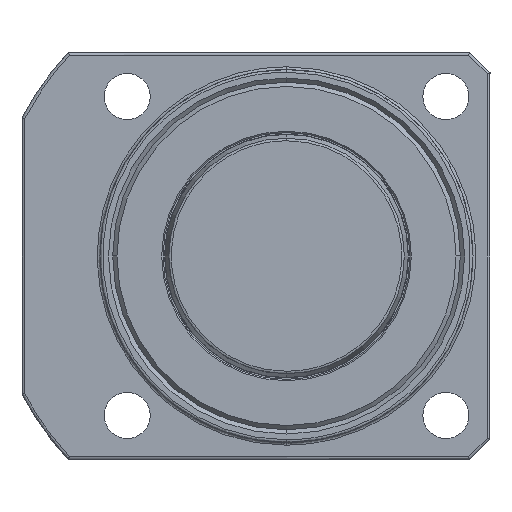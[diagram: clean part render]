
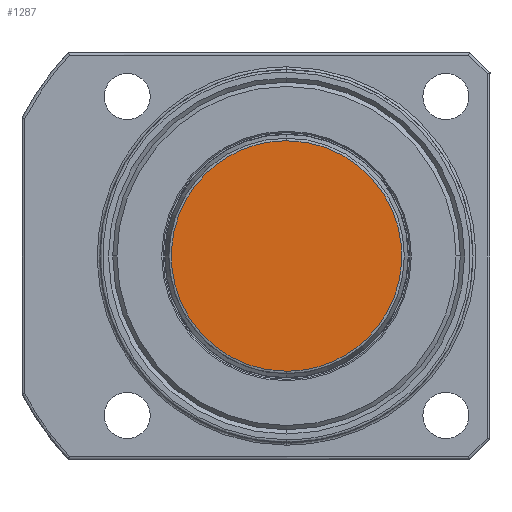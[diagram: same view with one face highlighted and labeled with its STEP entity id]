
A CAD part, front view. The second image highlights one B-rep face of the part: STEP entity #1287.
In plain terms, the highlighted planar face has unit normal (0, -1, 0).
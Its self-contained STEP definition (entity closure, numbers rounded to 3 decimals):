
#611 = EDGE_CURVE ( 'NONE', #2639, #2638, #3089, .T. ) ;
#1232 = AXIS2_PLACEMENT_3D ( 'NONE', #3299, #3294, #3293 ) ;
#1287 = ADVANCED_FACE ( 'N', ( #1377 ), #3297, .F. ) ;
#1377 = FACE_OUTER_BOUND ( 'NONE', #1553, .T. ) ;
#1553 = EDGE_LOOP ( 'NONE', ( #2948, #2949 ) ) ;
#1829 = CARTESIAN_POINT ( 'NONE',  ( 0., -2., -16.992 ) ) ;
#1830 = CARTESIAN_POINT ( 'NONE',  ( 33.984, -2., -16.992 ) ) ;
#1837 = CARTESIAN_POINT ( 'NONE',  ( 33.984, -2., 16.992 ) ) ;
#1838 = CARTESIAN_POINT ( 'NONE',  ( 0., -2., 16.992 ) ) ;
#1857 = CARTESIAN_POINT ( 'NONE',  ( 0., -2., 16.992 ) ) ;
#1858 = CARTESIAN_POINT ( 'NONE',  ( -33.984, -2., 16.992 ) ) ;
#1862 = CARTESIAN_POINT ( 'NONE',  ( -33.984, -2., -16.992 ) ) ;
#1875 = CARTESIAN_POINT ( 'NONE',  ( 0., -2., -16.992 ) ) ;
#1983 = CARTESIAN_POINT ( 'NONE',  ( 0., -2., 16.992 ) ) ;
#1985 = CARTESIAN_POINT ( 'NONE',  ( 0., -2., -16.992 ) ) ;
#2638 = VERTEX_POINT ( 'NONE', #1985 ) ;
#2639 = VERTEX_POINT ( 'NONE', #1983 ) ;
#2948 = ORIENTED_EDGE ( 'NONE', *, *, #611, .F. ) ;
#2949 = ORIENTED_EDGE ( 'NONE', *, *, #4512, .F. ) ;
#3087 =( BOUNDED_CURVE ( )  B_SPLINE_CURVE ( 3, ( #1875, #1862, #1858, #1857 ),
 .UNSPECIFIED., .F., .T. ) 
 B_SPLINE_CURVE_WITH_KNOTS ( ( 4, 4 ),
 ( 0., 1. ),
 .UNSPECIFIED. ) 
 CURVE ( )  GEOMETRIC_REPRESENTATION_ITEM ( )  RATIONAL_B_SPLINE_CURVE ( ( 1., 0.333, 0.333, 1. ) ) 
 REPRESENTATION_ITEM ( '' )  );
#3089 =( BOUNDED_CURVE ( )  B_SPLINE_CURVE ( 3, ( #1838, #1837, #1830, #1829 ),
 .UNSPECIFIED., .F., .T. ) 
 B_SPLINE_CURVE_WITH_KNOTS ( ( 4, 4 ),
 ( 0., 1. ),
 .UNSPECIFIED. ) 
 CURVE ( )  GEOMETRIC_REPRESENTATION_ITEM ( )  RATIONAL_B_SPLINE_CURVE ( ( 1., 0.333, 0.333, 1. ) ) 
 REPRESENTATION_ITEM ( '' )  );
#3293 = DIRECTION ( 'NONE',  ( 0., 0., 1. ) ) ;
#3294 = DIRECTION ( 'NONE',  ( 0., 1., 0. ) ) ;
#3297 = PLANE ( 'NONE',  #1232 ) ;
#3299 = CARTESIAN_POINT ( 'NONE',  ( 17.272, -2., 0. ) ) ;
#4512 = EDGE_CURVE ( 'NONE', #2638, #2639, #3087, .T. ) ;
